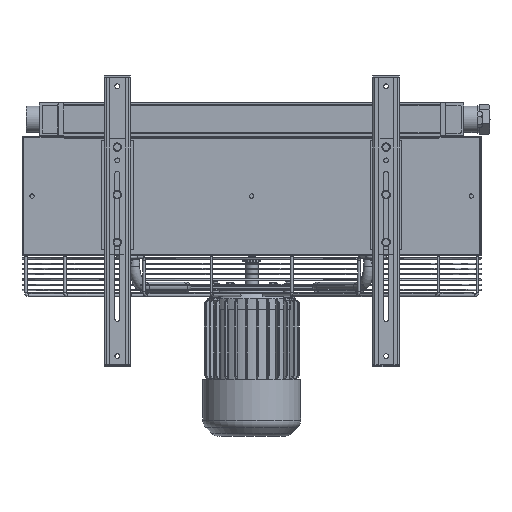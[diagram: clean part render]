
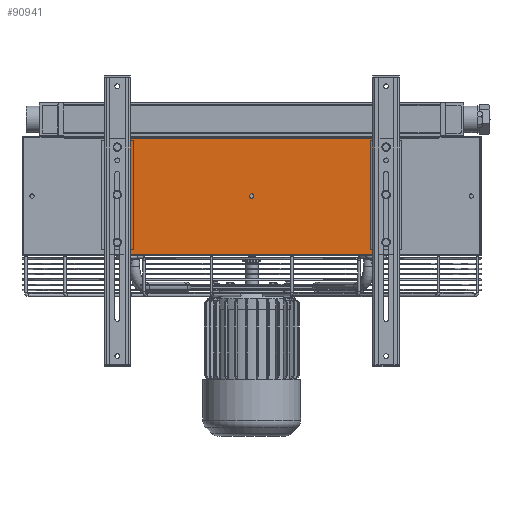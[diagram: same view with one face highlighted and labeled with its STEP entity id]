
A CAD part, left-side view. The second image highlights one B-rep face of the part: STEP entity #90941.
In plain terms, the highlighted free-form (B-spline) face has degree [1, 1] with [2, 2] control points.
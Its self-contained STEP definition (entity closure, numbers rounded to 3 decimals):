
#65982=CARTESIAN_POINT('',(-450.749,-232.299,-296.15));
#65983=VERTEX_POINT('',#65982);
#66241=CARTESIAN_POINT('',(-450.749,-232.299,-77.15));
#66242=VERTEX_POINT('',#66241);
#66249=CARTESIAN_POINT('',(-450.749,-232.299,-296.15));
#66250=DIRECTION('',(0.0,0.0,1.0));
#66251=VECTOR('',#66250,219.);
#66252=LINE('',#66249,#66251);
#66253=EDGE_CURVE('',#65983,#66242,#66252,.T.);
#83427=CARTESIAN_POINT('',(-450.637,233.701,-77.15));
#83428=VERTEX_POINT('',#83427);
#83435=CARTESIAN_POINT('',(-450.749,-232.299,-77.15));
#83436=DIRECTION('',(0.,1.,0.));
#83437=VECTOR('',#83436,466.);
#83438=LINE('',#83435,#83437);
#83439=EDGE_CURVE('',#66242,#83428,#83438,.T.);
#85002=CARTESIAN_POINT('',(-450.637,233.701,-296.15));
#85003=VERTEX_POINT('',#85002);
#85004=CARTESIAN_POINT('',(-450.749,-232.299,-296.15));
#85005=DIRECTION('',(0.,1.,0.));
#85006=VECTOR('',#85005,466.);
#85007=LINE('',#85004,#85006);
#85008=EDGE_CURVE('',#65983,#85003,#85007,.T.);
#85855=CARTESIAN_POINT('',(-450.694,-3.299,-186.65));
#85856=VERTEX_POINT('',#85855);
#85857=CARTESIAN_POINT('',(-450.693,0.701,-186.65));
#85858=DIRECTION('',(1.,0.,0.));
#85859=DIRECTION('',(0.,-1.,0.));
#85860=AXIS2_PLACEMENT_3D('',#85857,#85858,#85859);
#85861=CIRCLE('',#85860,4.0);
#85862=EDGE_CURVE('',#85856,#85856,#85861,.T.);
#90922=CARTESIAN_POINT('',(-450.749,-232.299,-296.15));
#90923=CARTESIAN_POINT('',(-450.749,-232.299,-77.15));
#90924=CARTESIAN_POINT('',(-450.637,233.701,-296.15));
#90925=CARTESIAN_POINT('',(-450.637,233.701,-77.15));
#90926=B_SPLINE_SURFACE_WITH_KNOTS('',1,1,((#90922,#90924),(#90923,#90925)),.UNSPECIFIED.,.F.,.F.,.U.,(2,2),(2,2),(0.0,219.),(0.0,466.),.UNSPECIFIED.);
#90927=CARTESIAN_POINT('',(-450.637,233.701,-77.15));
#90928=DIRECTION('',(0.0,0.0,-1.0));
#90929=VECTOR('',#90928,219.);
#90930=LINE('',#90927,#90929);
#90931=EDGE_CURVE('',#83428,#85003,#90930,.T.);
#90932=ORIENTED_EDGE('',*,*,#90931,.T.);
#90933=ORIENTED_EDGE('',*,*,#85008,.F.);
#90934=ORIENTED_EDGE('',*,*,#66253,.T.);
#90935=ORIENTED_EDGE('',*,*,#83439,.T.);
#90936=EDGE_LOOP('',(#90932,#90933,#90934,#90935));
#90937=FACE_OUTER_BOUND('',#90936,.T.);
#90938=ORIENTED_EDGE('',*,*,#85862,.T.);
#90939=EDGE_LOOP('',(#90938));
#90940=FACE_BOUND('',#90939,.T.);
#90941=ADVANCED_FACE('',(#90937,#90940),#90926,.T.);
